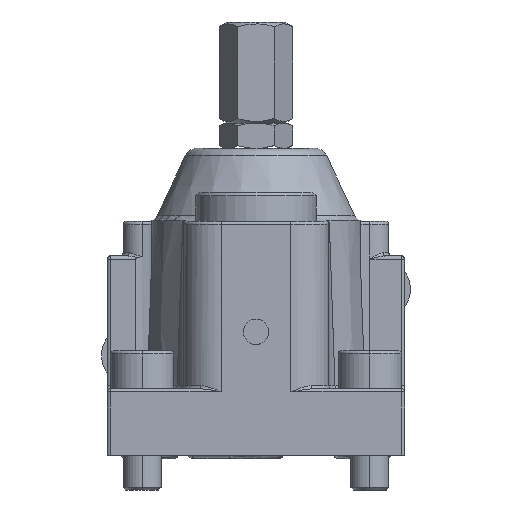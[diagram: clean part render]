
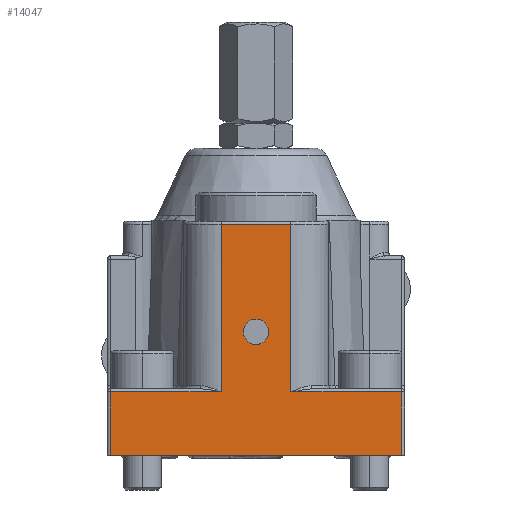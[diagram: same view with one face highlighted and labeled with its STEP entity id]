
A CAD part, front view. The second image highlights one B-rep face of the part: STEP entity #14047.
In plain terms, the highlighted planar face has unit normal (0, -1, 0).
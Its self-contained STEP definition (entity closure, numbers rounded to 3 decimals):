
#10 = VECTOR ( 'NONE', #13196, 1000. ) ;
#229 = CARTESIAN_POINT ( 'NONE',  ( -51.29, 41.26, -45.414 ) ) ;
#497 = EDGE_LOOP ( 'NONE', ( #10637, #8260 ) ) ;
#750 = VERTEX_POINT ( 'NONE', #10806 ) ;
#768 = DIRECTION ( 'NONE',  ( 0., 0., -1. ) ) ;
#906 = VERTEX_POINT ( 'NONE', #17105 ) ;
#1213 = DIRECTION ( 'NONE',  ( 0., 0., -1. ) ) ;
#1558 = DIRECTION ( 'NONE',  ( 0., -1., 0. ) ) ;
#2039 = VERTEX_POINT ( 'NONE', #18754 ) ;
#2611 = VECTOR ( 'NONE', #12261, 1000. ) ;
#2917 = LINE ( 'NONE', #5620, #22620 ) ;
#2951 = CARTESIAN_POINT ( 'NONE',  ( -68.79, 41.26, -34.914 ) ) ;
#3195 = LINE ( 'NONE', #6919, #2611 ) ;
#3259 = VERTEX_POINT ( 'NONE', #19041 ) ;
#3527 = EDGE_CURVE ( 'NONE', #20368, #906, #9662, .T. ) ;
#3622 = CARTESIAN_POINT ( 'NONE',  ( -74.29, 41.26, -23.414 ) ) ;
#3644 = FACE_BOUND ( 'NONE', #497, .T. ) ;
#4869 = CARTESIAN_POINT ( 'NONE',  ( -79.79, 41.26, -8.414 ) ) ;
#4954 = CARTESIAN_POINT ( 'NONE',  ( -68.79, 41.26, -34.414 ) ) ;
#5426 = PLANE ( 'NONE',  #17080 ) ;
#5569 = EDGE_CURVE ( 'NONE', #20368, #23098, #2917, .T. ) ;
#5620 = CARTESIAN_POINT ( 'NONE',  ( -97.29, 41.26, -34.914 ) ) ;
#5892 = EDGE_CURVE ( 'NONE', #2039, #750, #3195, .T. ) ;
#6278 = CIRCLE ( 'NONE', #22973, 2. ) ;
#6919 = CARTESIAN_POINT ( 'NONE',  ( -50.79, 41.26, -44.914 ) ) ;
#7744 = VECTOR ( 'NONE', #14961, 1000. ) ;
#8198 = LINE ( 'NONE', #14192, #18040 ) ;
#8260 = ORIENTED_EDGE ( 'NONE', *, *, #22421, .F. ) ;
#8307 = EDGE_CURVE ( 'NONE', #23098, #2039, #8198, .T. ) ;
#9101 = ORIENTED_EDGE ( 'NONE', *, *, #18437, .T. ) ;
#9561 = EDGE_CURVE ( 'NONE', #19381, #906, #14260, .T. ) ;
#9662 = LINE ( 'NONE', #20973, #17751 ) ;
#9904 = VECTOR ( 'NONE', #17788, 1000. ) ;
#10637 = ORIENTED_EDGE ( 'NONE', *, *, #13594, .F. ) ;
#10806 = CARTESIAN_POINT ( 'NONE',  ( -51.29, 41.26, -44.914 ) ) ;
#11364 = ORIENTED_EDGE ( 'NONE', *, *, #5569, .T. ) ;
#11840 = DIRECTION ( 'NONE',  ( 0., 0., 1. ) ) ;
#11867 = DIRECTION ( 'NONE',  ( 0., -1., 0. ) ) ;
#12094 = ORIENTED_EDGE ( 'NONE', *, *, #3527, .F. ) ;
#12261 = DIRECTION ( 'NONE',  ( 1., 0., 0. ) ) ;
#12361 = ORIENTED_EDGE ( 'NONE', *, *, #9561, .T. ) ;
#12680 = LINE ( 'NONE', #16792, #7744 ) ;
#12681 = CARTESIAN_POINT ( 'NONE',  ( -74.29, 41.26, -25.414 ) ) ;
#12693 = ORIENTED_EDGE ( 'NONE', *, *, #5892, .T. ) ;
#12883 = DIRECTION ( 'NONE',  ( 0., 0., 1. ) ) ;
#13148 = EDGE_CURVE ( 'NONE', #3259, #13463, #12680, .T. ) ;
#13196 = DIRECTION ( 'NONE',  ( 0., 0., 1. ) ) ;
#13463 = VERTEX_POINT ( 'NONE', #2951 ) ;
#13594 = EDGE_CURVE ( 'NONE', #23364, #21068, #6278, .T. ) ;
#14047 = ADVANCED_FACE ( 'NONE', ( #3644, #17827 ), #5426, .F. ) ;
#14192 = CARTESIAN_POINT ( 'NONE',  ( -97.29, 41.26, -45.414 ) ) ;
#14260 = LINE ( 'NONE', #4869, #9904 ) ;
#14532 = DIRECTION ( 'NONE',  ( 0., 0., -1. ) ) ;
#14658 = CARTESIAN_POINT ( 'NONE',  ( -50.79, 41.26, -45.414 ) ) ;
#14961 = DIRECTION ( 'NONE',  ( -1., 0., 0. ) ) ;
#15676 = CARTESIAN_POINT ( 'NONE',  ( -74.29, 41.26, -27.414 ) ) ;
#15982 = CIRCLE ( 'NONE', #18231, 2. ) ;
#16005 = DIRECTION ( 'NONE',  ( 0., 0., 1. ) ) ;
#16250 = CARTESIAN_POINT ( 'NONE',  ( -97.29, 41.26, -34.914 ) ) ;
#16657 = ORIENTED_EDGE ( 'NONE', *, *, #20536, .T. ) ;
#16749 = ORIENTED_EDGE ( 'NONE', *, *, #13148, .T. ) ;
#16792 = CARTESIAN_POINT ( 'NONE',  ( -50.79, 41.26, -34.914 ) ) ;
#17080 = AXIS2_PLACEMENT_3D ( 'NONE', #14658, #23987, #12883 ) ;
#17105 = CARTESIAN_POINT ( 'NONE',  ( -79.79, 41.26, -8.414 ) ) ;
#17751 = VECTOR ( 'NONE', #11840, 1000. ) ;
#17788 = DIRECTION ( 'NONE',  ( -1., 0., 0. ) ) ;
#17827 = FACE_OUTER_BOUND ( 'NONE', #21472, .T. ) ;
#18040 = VECTOR ( 'NONE', #1213, 1000. ) ;
#18231 = AXIS2_PLACEMENT_3D ( 'NONE', #22952, #11867, #768 ) ;
#18437 = EDGE_CURVE ( 'NONE', #750, #3259, #19690, .T. ) ;
#18664 = LINE ( 'NONE', #4954, #19239 ) ;
#18754 = CARTESIAN_POINT ( 'NONE',  ( -97.29, 41.26, -44.914 ) ) ;
#19041 = CARTESIAN_POINT ( 'NONE',  ( -51.29, 41.26, -34.914 ) ) ;
#19106 = CARTESIAN_POINT ( 'NONE',  ( -79.79, 41.26, -34.914 ) ) ;
#19239 = VECTOR ( 'NONE', #16005, 1000. ) ;
#19381 = VERTEX_POINT ( 'NONE', #19559 ) ;
#19386 = ORIENTED_EDGE ( 'NONE', *, *, #8307, .T. ) ;
#19559 = CARTESIAN_POINT ( 'NONE',  ( -68.79, 41.26, -8.414 ) ) ;
#19690 = LINE ( 'NONE', #229, #10 ) ;
#20368 = VERTEX_POINT ( 'NONE', #19106 ) ;
#20536 = EDGE_CURVE ( 'NONE', #13463, #19381, #18664, .T. ) ;
#20973 = CARTESIAN_POINT ( 'NONE',  ( -79.79, 41.26, -34.414 ) ) ;
#21068 = VERTEX_POINT ( 'NONE', #3622 ) ;
#21472 = EDGE_LOOP ( 'NONE', ( #16657, #12361, #12094, #11364, #19386, #12693, #9101, #16749 ) ) ;
#22304 = DIRECTION ( 'NONE',  ( -1., 0., 0. ) ) ;
#22421 = EDGE_CURVE ( 'NONE', #21068, #23364, #15982, .T. ) ;
#22620 = VECTOR ( 'NONE', #22304, 1000. ) ;
#22952 = CARTESIAN_POINT ( 'NONE',  ( -74.29, 41.26, -25.414 ) ) ;
#22973 = AXIS2_PLACEMENT_3D ( 'NONE', #12681, #1558, #14532 ) ;
#23098 = VERTEX_POINT ( 'NONE', #16250 ) ;
#23364 = VERTEX_POINT ( 'NONE', #15676 ) ;
#23987 = DIRECTION ( 'NONE',  ( 0., 1., 0. ) ) ;
